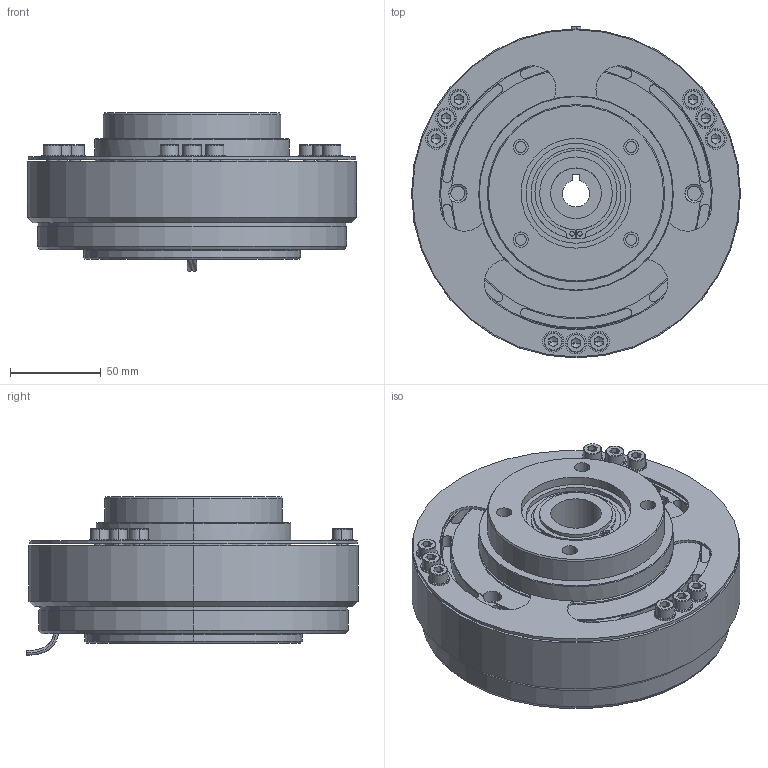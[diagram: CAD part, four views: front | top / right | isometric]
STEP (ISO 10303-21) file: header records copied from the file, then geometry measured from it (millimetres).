
FILE_DESCRIPTION (( 'STEP AP203' ), '1' );
FILE_NAME ('MMC 28E-06_80004265.STEP', '2016-08-11T02:28:45', ( ' ' ), ( '' ), 'SwSTEP 2.0', 'SolidWorks 2009', '' );
FILE_SCHEMA (( 'CONFIG_CONTROL_DESIGN' ));
Length unit declared in the file: millimetre
Products named in the file (1): MMC 28E-06_80004265
Bounding box: 181 x 182.64 x 87.18 mm (x, y, z)
Volume: 1325772.4 mm3; surface area: 172580.2 mm2
Topology: 1 solids, 20 shells, 708 faces, 1719 edges, 1072 vertices
Faces by surface type: cylinder 340, plane 257, cone 69, torus 38, bspline 4
Entity records: 21372 total; most frequent: DIRECTION 4091, CARTESIAN_POINT 3800, ORIENTED_EDGE 3402, EDGE_CURVE 1701, AXIS2_PLACEMENT_3D 1695, VERTEX_POINT 1072, CIRCLE 990, EDGE_LOOP 839
